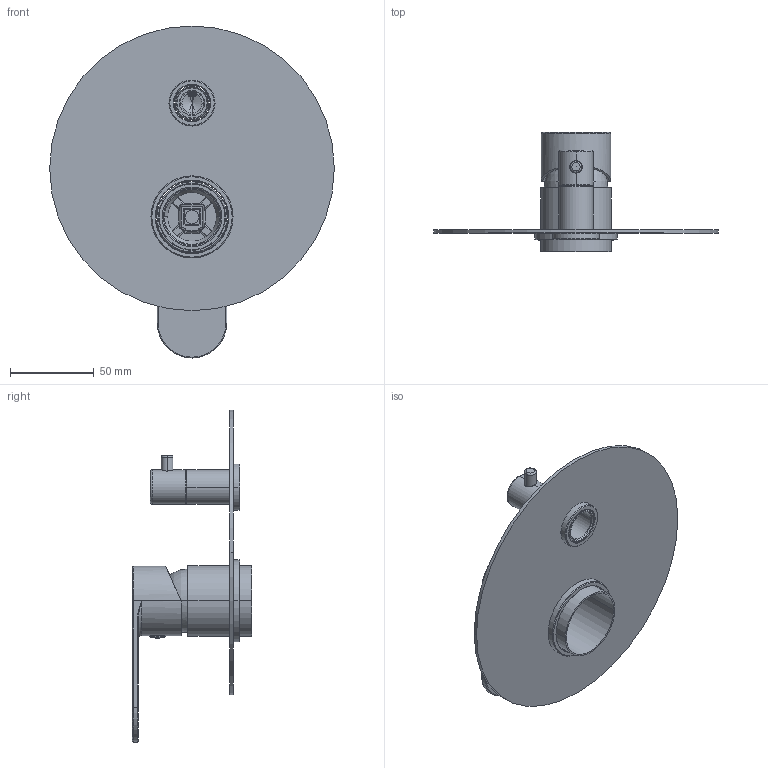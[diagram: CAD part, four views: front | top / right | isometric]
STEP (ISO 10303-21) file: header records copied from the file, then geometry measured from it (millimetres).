
FILE_DESCRIPTION((''),'2;1');
FILE_NAME('AUNO608E001','2022-09-02T15:51:03',('Michela Ferrini'),(''),'CREO PARAMETRIC BY PTC INC, 2020281','CREO PARAMETRIC BY PTC INC, 2020281','');
FILE_SCHEMA(('CONFIG_CONTROL_DESIGN'));
Length unit declared in the file: millimetre
Products named in the file (13): SINMAC0008; SCCMAC0005; AUNO005C002; SPLMAC0004; SDVMAC0005; AOTT005C003; SVGMAC0014; AOTT005C004; ALOG608C001; AOTT608C002; AOTT608C003; ALOG608W001; AUNO608E001
Assembly tree (12 placements, depth 3):
  AUNO608E001
    SINMAC0008
    SCCMAC0005
    AUNO005C002
    SPLMAC0004
    SDVMAC0005
    AOTT005C003
    SVGMAC0014
    AOTT005C004
    ALOG608W001
      ALOG608C001
      AOTT608C002
      AOTT608C003
Bounding box: 170 x 71.1 x 198.25 mm (x, y, z)
Volume: 76860.5 mm3; surface area: 84142.4 mm2
Topology: 11 solids, 15 shells, 420 faces, 1010 edges, 636 vertices
Faces by surface type: cylinder 160, plane 94, bspline 68, cone 56, torus 36, sphere 6
Entity records: 20426 total; most frequent: CARTESIAN_POINT 10607, DIRECTION 2038, ORIENTED_EDGE 1958, EDGE_CURVE 988, AXIS2_PLACEMENT_3D 828, VERTEX_POINT 604, EDGE_LOOP 454, FACE_OUTER_BOUND 420
